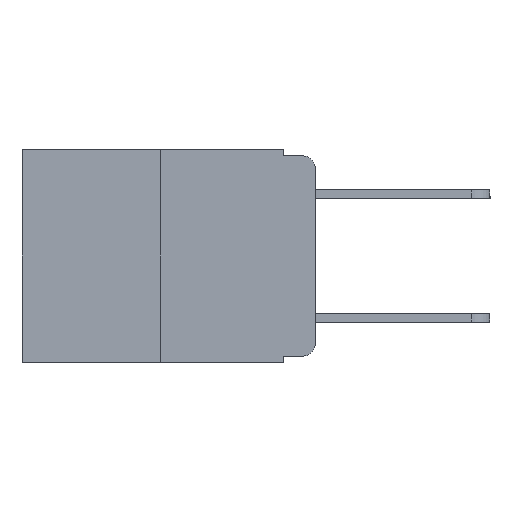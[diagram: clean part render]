
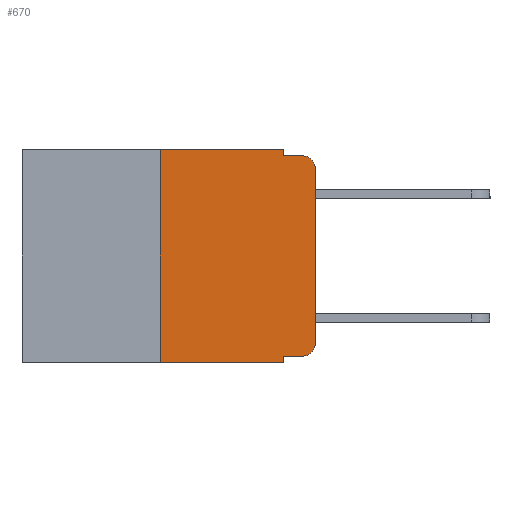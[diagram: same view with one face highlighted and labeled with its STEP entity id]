
A CAD part, left-side view. The second image highlights one B-rep face of the part: STEP entity #670.
In plain terms, the highlighted planar face has unit normal (-1, 0, 0).
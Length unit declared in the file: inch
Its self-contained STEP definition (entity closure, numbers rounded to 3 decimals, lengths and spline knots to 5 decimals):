
#637 = DIRECTION ( 'NONE',  ( 0., 0., -1. ) ) ;
#670 = ADVANCED_FACE ( 'NONE', ( #8975 ), #21693, .F. ) ;
#935 = DIRECTION ( 'NONE',  ( 0., 0., -1. ) ) ;
#1273 = CARTESIAN_POINT ( 'NONE',  ( 0., 0.051, -0.333 ) ) ;
#1666 = VERTEX_POINT ( 'NONE', #2470 ) ;
#2178 = CARTESIAN_POINT ( 'NONE',  ( 0., 0.02, -0.01 ) ) ;
#2470 = CARTESIAN_POINT ( 'NONE',  ( 0., 0., -0.03 ) ) ;
#2637 = DIRECTION ( 'NONE',  ( 0., -1., 0. ) ) ;
#2959 = CARTESIAN_POINT ( 'NONE',  ( 0., 0.473, 0. ) ) ;
#3471 = ORIENTED_EDGE ( 'NONE', *, *, #18363, .F. ) ;
#3506 = VERTEX_POINT ( 'NONE', #18708 ) ;
#3794 = EDGE_CURVE ( 'NONE', #3506, #16560, #17548, .T. ) ;
#3797 = CARTESIAN_POINT ( 'NONE',  ( 0., 0.25, 0. ) ) ;
#4552 = DIRECTION ( 'NONE',  ( 0., -1., 0. ) ) ;
#4575 = EDGE_CURVE ( 'NONE', #4581, #1666, #16054, .T. ) ;
#4581 = VERTEX_POINT ( 'NONE', #23417 ) ;
#4735 = LINE ( 'NONE', #16130, #18475 ) ;
#4859 = DIRECTION ( 'NONE',  ( 0., 0., 1. ) ) ;
#5179 = CARTESIAN_POINT ( 'NONE',  ( 0., 0.02, -0.03 ) ) ;
#5309 = ORIENTED_EDGE ( 'NONE', *, *, #3794, .F. ) ;
#5755 = DIRECTION ( 'NONE',  ( 0., 0., 1. ) ) ;
#5856 = CIRCLE ( 'NONE', #7218, 0.02 ) ;
#5874 = DIRECTION ( 'NONE',  ( 0., -1., 0. ) ) ;
#6463 = VERTEX_POINT ( 'NONE', #12475 ) ;
#6673 = DIRECTION ( 'NONE',  ( -1., 0., 0. ) ) ;
#6931 = LINE ( 'NONE', #1273, #16245 ) ;
#7081 = DIRECTION ( 'NONE',  ( 0., 0., -1. ) ) ;
#7192 = DIRECTION ( 'NONE',  ( 0., -1., 0. ) ) ;
#7218 = AXIS2_PLACEMENT_3D ( 'NONE', #5179, #18226, #7081 ) ;
#7227 = CARTESIAN_POINT ( 'NONE',  ( 0., 0.051, 0. ) ) ;
#7240 = VERTEX_POINT ( 'NONE', #2178 ) ;
#7321 = VERTEX_POINT ( 'NONE', #11850 ) ;
#7705 = ORIENTED_EDGE ( 'NONE', *, *, #8739, .F. ) ;
#8203 = AXIS2_PLACEMENT_3D ( 'NONE', #2959, #12850, #21328 ) ;
#8739 = EDGE_CURVE ( 'NONE', #20938, #7321, #10371, .T. ) ;
#8975 = FACE_OUTER_BOUND ( 'NONE', #17758, .T. ) ;
#9156 = ORIENTED_EDGE ( 'NONE', *, *, #14152, .F. ) ;
#10085 = VERTEX_POINT ( 'NONE', #10962 ) ;
#10365 = CARTESIAN_POINT ( 'NONE',  ( 0., 0.051, 0. ) ) ;
#10371 = LINE ( 'NONE', #10365, #18485 ) ;
#10600 = ORIENTED_EDGE ( 'NONE', *, *, #4575, .T. ) ;
#10962 = CARTESIAN_POINT ( 'NONE',  ( 0., 0.25, -0.343 ) ) ;
#11850 = CARTESIAN_POINT ( 'NONE',  ( 0., 0.051, -0.343 ) ) ;
#12437 = EDGE_CURVE ( 'NONE', #20938, #22667, #6931, .T. ) ;
#12475 = CARTESIAN_POINT ( 'NONE',  ( 0., 0.051, -0.01 ) ) ;
#12612 = VECTOR ( 'NONE', #2637, 39.37008 ) ;
#12850 = DIRECTION ( 'NONE',  ( 1., 0., 0. ) ) ;
#13144 = CIRCLE ( 'NONE', #21340, 0.02 ) ;
#13630 = VECTOR ( 'NONE', #5874, 39.37008 ) ;
#13966 = CARTESIAN_POINT ( 'NONE',  ( 0., 0.473, 0. ) ) ;
#14046 = LINE ( 'NONE', #21327, #17242 ) ;
#14073 = VECTOR ( 'NONE', #5755, 39.37008 ) ;
#14152 = EDGE_CURVE ( 'NONE', #16560, #6463, #4735, .T. ) ;
#15155 = CARTESIAN_POINT ( 'NONE',  ( 0., 0.473, -0.343 ) ) ;
#15712 = EDGE_CURVE ( 'NONE', #22667, #4581, #13144, .T. ) ;
#15813 = ORIENTED_EDGE ( 'NONE', *, *, #17883, .F. ) ;
#15859 = EDGE_CURVE ( 'NONE', #1666, #7240, #5856, .T. ) ;
#16054 = LINE ( 'NONE', #17916, #20969 ) ;
#16130 = CARTESIAN_POINT ( 'NONE',  ( 0., 0.051, 0. ) ) ;
#16245 = VECTOR ( 'NONE', #7192, 39.37008 ) ;
#16560 = VERTEX_POINT ( 'NONE', #7227 ) ;
#16675 = ORIENTED_EDGE ( 'NONE', *, *, #15859, .T. ) ;
#17242 = VECTOR ( 'NONE', #4552, 39.37008 ) ;
#17371 = CARTESIAN_POINT ( 'NONE',  ( 0., 0.02, -0.333 ) ) ;
#17548 = LINE ( 'NONE', #13966, #12612 ) ;
#17558 = ORIENTED_EDGE ( 'NONE', *, *, #12437, .T. ) ;
#17758 = EDGE_LOOP ( 'NONE', ( #10600, #16675, #3471, #9156, #5309, #15813, #21307, #7705, #17558, #23563 ) ) ;
#17808 = CARTESIAN_POINT ( 'NONE',  ( 0., 0.02, -0.313 ) ) ;
#17883 = EDGE_CURVE ( 'NONE', #10085, #3506, #18445, .T. ) ;
#17916 = CARTESIAN_POINT ( 'NONE',  ( 0., 0., 0. ) ) ;
#18226 = DIRECTION ( 'NONE',  ( -1., 0., 0. ) ) ;
#18363 = EDGE_CURVE ( 'NONE', #6463, #7240, #14046, .T. ) ;
#18445 = LINE ( 'NONE', #3797, #14073 ) ;
#18475 = VECTOR ( 'NONE', #935, 39.37008 ) ;
#18485 = VECTOR ( 'NONE', #637, 39.37008 ) ;
#18708 = CARTESIAN_POINT ( 'NONE',  ( 0., 0.25, 0. ) ) ;
#19687 = DIRECTION ( 'NONE',  ( 0., 0., -1. ) ) ;
#20938 = VERTEX_POINT ( 'NONE', #21779 ) ;
#20969 = VECTOR ( 'NONE', #4859, 39.37008 ) ;
#21307 = ORIENTED_EDGE ( 'NONE', *, *, #21419, .T. ) ;
#21327 = CARTESIAN_POINT ( 'NONE',  ( 0., 0.051, -0.01 ) ) ;
#21328 = DIRECTION ( 'NONE',  ( 0., 0., -1. ) ) ;
#21340 = AXIS2_PLACEMENT_3D ( 'NONE', #17808, #6673, #19687 ) ;
#21419 = EDGE_CURVE ( 'NONE', #10085, #7321, #23408, .T. ) ;
#21693 = PLANE ( 'NONE',  #8203 ) ;
#21779 = CARTESIAN_POINT ( 'NONE',  ( 0., 0.051, -0.333 ) ) ;
#22667 = VERTEX_POINT ( 'NONE', #17371 ) ;
#23408 = LINE ( 'NONE', #15155, #13630 ) ;
#23417 = CARTESIAN_POINT ( 'NONE',  ( 0., 0., -0.313 ) ) ;
#23563 = ORIENTED_EDGE ( 'NONE', *, *, #15712, .T. ) ;
